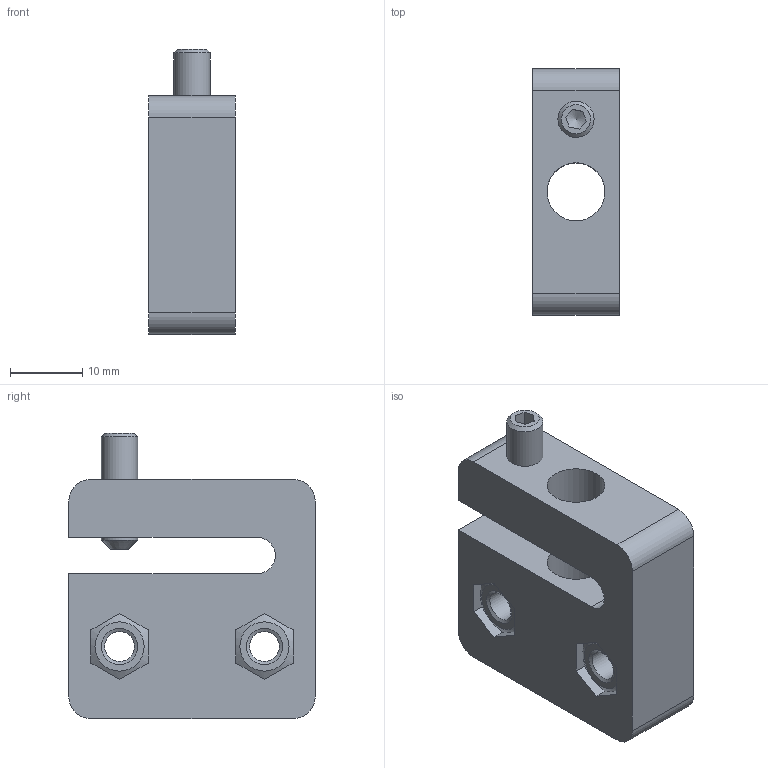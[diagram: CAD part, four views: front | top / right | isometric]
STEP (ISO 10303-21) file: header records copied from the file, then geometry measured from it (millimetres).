
FILE_DESCRIPTION(/* description */ (''),/* implementation_level */ '2;1');
FILE_NAME(/* name */ 'ANTI-BACKLASH NUT BLOCK (34.33.12).stp',/* time_stamp */ '2023-03-01T15:17:37+02:00',/* author */ ('arnold.brand'),/* organization */ (''),/* preprocessor_version */ 'ST-DEVELOPER v19.2',/* originating_system */ 'Autodesk Inventor 2023',/* authorisation */ '');
FILE_SCHEMA (('AUTOMOTIVE_DESIGN { 1 0 10303 214 3 1 1 }'));
Length unit declared in the file: millimetre
Products named in the file (4): ANTI-BACKLASH NUT BLOCK (34.33.12); ANTI-BACKLASH NUT BLOCK (34.33.12)_1; DIN 934 - M  5 x 0,8 (8 - ZP); DIN 916 - M5  x  16
Assembly tree (4 placements, depth 2):
  ANTI-BACKLASH NUT BLOCK (34.33.12)
    ANTI-BACKLASH NUT BLOCK (34.33.12)_1
    DIN 934 - M  5 x 0,8 (8 - ZP)  x2
    DIN 916 - M5  x  16
Bounding box: 12 x 34 x 39.36 mm (x, y, z)
Volume: 9733.8 mm3; surface area: 5954.7 mm2
Topology: 4 solids, 4 shells, 81 faces, 192 edges, 122 vertices
Faces by surface type: plane 54, cylinder 15, cone 12
Full cylindrical faces by diameter (mm): 4.134 x2, 4.917 x1, 5 x3, 8 x2, 9.1 x2
Entity records: 2115 total; most frequent: CARTESIAN_POINT 363, DIRECTION 345, ORIENTED_EDGE 320, EDGE_CURVE 160, AXIS2_PLACEMENT_3D 121, LINE 103, VECTOR 103, VERTEX_POINT 103
